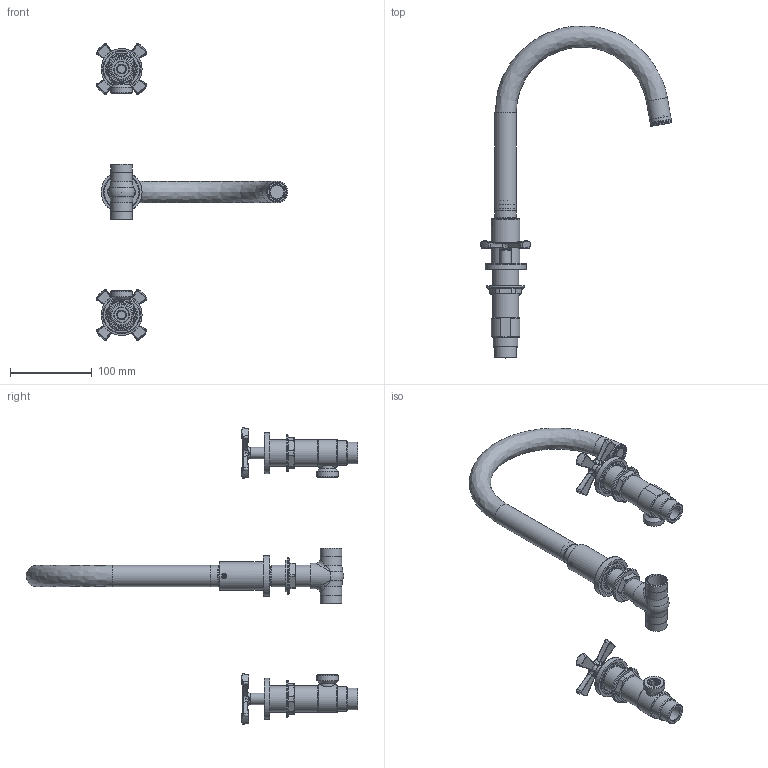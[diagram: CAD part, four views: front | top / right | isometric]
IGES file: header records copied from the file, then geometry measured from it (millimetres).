
Global section: file name: AGM83.A002 - RIV33 - 3 Hole Bath Mixer; native system: Autodesk Inventor 2016; preprocessor: unknown; author: J.Rodrigues; date: 20210316.143527; units: millimetre
Bounding box: 233.7 x 404.87 x 361.8 mm (x, y, z)
Volume: 329803.3 mm3; surface area: 239778.2 mm2
Topology: 43 solids, 43 shells, 1843 faces, 4809 edges, 3138 vertices
Faces by surface type: plane 767, revolution 394, bspline 327, cylinder 201, cone 153, sphere 1
Full cylindrical faces by diameter (mm): 6 x1, 7 x2, 8.8 x2, 10 x2, 10.3 x4, 11.8 x8, 13 x2, 14 x6, 14.5 x2, 14.6 x2, 16 x4, 17.2 x1, 18 x1, 18.45 x2, 18.7 x2, 19 x6, 19.8 x3, 20.8 x2, 20.955 x1, 21 x3, 21.2 x2, 21.5 x4, 21.69 x2, 22 x7, 23.5 x2, 23.8 x3, 23.9 x1, 24 x5, 24.2 x1, 26 x4
